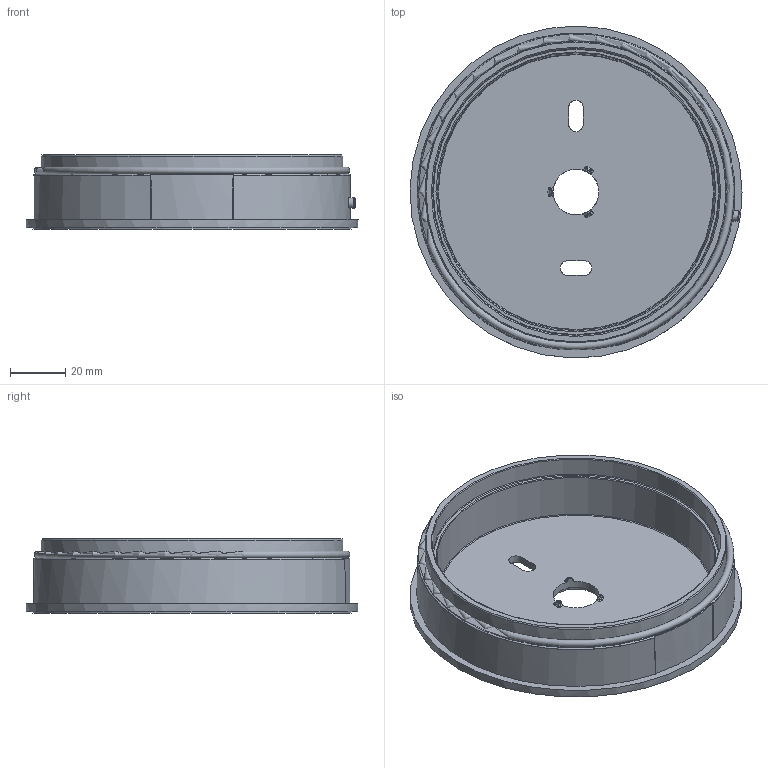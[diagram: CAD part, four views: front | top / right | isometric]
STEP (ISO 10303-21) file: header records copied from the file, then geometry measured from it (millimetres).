
FILE_DESCRIPTION(/* description */ ('Customer-3D'),/* implementation_level */ '2;1');
FILE_NAME(/* name */ '100000001786_prt_000.step',/* time_stamp */ '2018-11-23T10:29:01+01:00',/* author */ ('JENNERT'),/* organization */ ('WERMA Signaltechnik GmbH+Co.KG'),/* preprocessor_version */ 'ST-DEVELOPER v17',/* originating_system */ 'Autodesk Inventor 2018',/* authorisation */ 'public');
FILE_SCHEMA (('AUTOMOTIVE_DESIGN { 1 0 10303 214 3 1 1 }'));
Length unit declared in the file: millimetre
Products named in the file (1): 100000001786_prt_000_1
Bounding box: 119.99 x 119.98 x 27 mm (x, y, z)
Volume: 85518.5 mm3; surface area: 41362.3 mm2
Topology: 1 solids, 1 shells, 100 faces, 241 edges, 152 vertices
Faces by surface type: plane 25, bspline 20, cone 17, cylinder 17, torus 15, sphere 6
Full cylindrical faces by diameter (mm): 12 x2, 17 x1, 115 x1
Entity records: 4148 total; most frequent: CARTESIAN_POINT 1707, ORIENTED_EDGE 482, DIRECTION 476, EDGE_CURVE 241, AXIS2_PLACEMENT_3D 211, VERTEX_POINT 152, CIRCLE 124, EDGE_LOOP 117
